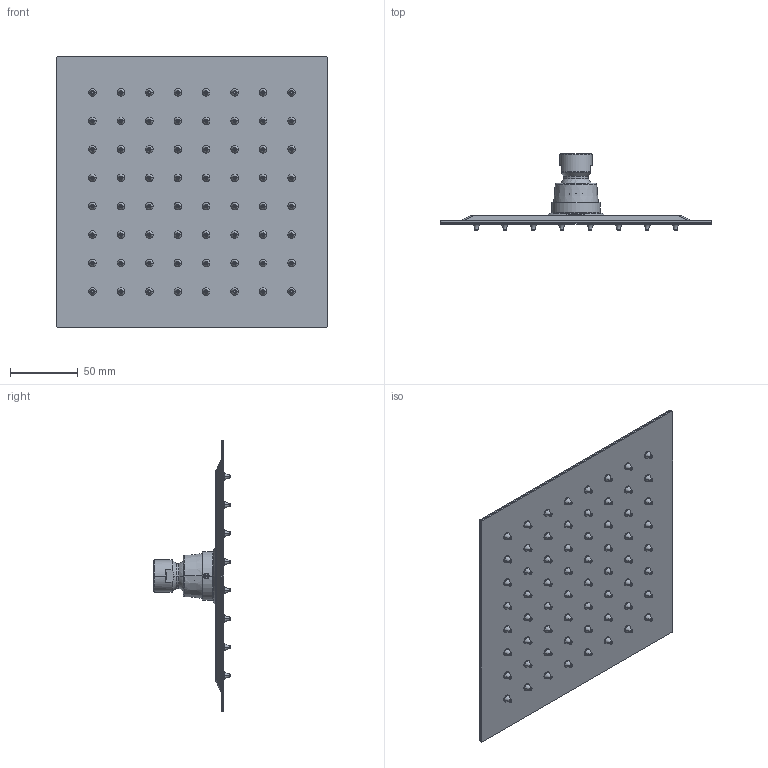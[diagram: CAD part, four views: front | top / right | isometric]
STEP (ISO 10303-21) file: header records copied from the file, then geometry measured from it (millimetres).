
FILE_DESCRIPTION((''),'2;1');
FILE_NAME('4072056CRB_ASM','2021-05-05T11:07:28',('ut3'),('PAFFONI SpA'),'CREO PARAMETRIC BY PTC INC, 2020044','CREO PARAMETRIC BY PTC INC, 2020044','');
FILE_SCHEMA(('CONFIG_CONTROL_DESIGN','SHAPE_APPEARANCE_LAYERS_GROUPS'));
Products named in the file (32): 4072056CRX-B_SCOCCA_1; 4072056CRX-B_SCOCCA_2; 4072056CRX-B_UGELLI_1; 4072056CRX-B_UGELLI_2; 4072056CRX-B_UGELLI_3; 4072056CRX-B_UGELLI_4; 4072056CRX-B_UGELLI_5; 4072056CRX-B_UGELLI_6; 4072056CRX-B_UGELLI_7; 4072056CRX-B_UGELLI_8; 4072056CRX-B_UGELLI_9; 4072056CRX-B_UGELLI_10; 4072056CRX-B_UGELLI_11; 4072056CRX-B_UGELLI_12; 4072056CRX-B_UGELLI_13; 4072056CRX-B_UGELLI_14; 4072056CRX-B_UGELLI_15; 4072056CRX-B_UGELLI_16; 4072056CRX-B_UGELLI_17; 4072056CRX-B_UGELLI_18; 4072056CRX-B_UGELLI_19; 4072056CRX-B_UGELLI_ASM; 4072056CRX-B_RACCORDO_1; 4072056CRX-B_RACCORDO_2; 4072056CRX-B_RACCORDO_3; 4072056CRX-B_O-RING_1; 4072056CRX-B_RACCORDO_4; 4072056CRX-B_O-RING_2; 4072056CRX-B_RACCORDO_5; 4072056CRX-B_RACCORDO_6; 4072056CRX-B_RACCORDO_ASM; 4072056CRB_ASM
Assembly tree (31 placements, depth 3):
  4072056CRB_ASM
    4072056CRX-B_SCOCCA_1
    4072056CRX-B_SCOCCA_2
    4072056CRX-B_UGELLI_ASM
      4072056CRX-B_UGELLI_1
      4072056CRX-B_UGELLI_2
      4072056CRX-B_UGELLI_3
      4072056CRX-B_UGELLI_4
      4072056CRX-B_UGELLI_5
      4072056CRX-B_UGELLI_6
      4072056CRX-B_UGELLI_7
      4072056CRX-B_UGELLI_8
      4072056CRX-B_UGELLI_9
      4072056CRX-B_UGELLI_10
      4072056CRX-B_UGELLI_11
      4072056CRX-B_UGELLI_12
      4072056CRX-B_UGELLI_13
      4072056CRX-B_UGELLI_14
      4072056CRX-B_UGELLI_15
      4072056CRX-B_UGELLI_16
      4072056CRX-B_UGELLI_17
      4072056CRX-B_UGELLI_18
      4072056CRX-B_UGELLI_19
    4072056CRX-B_RACCORDO_ASM
      4072056CRX-B_RACCORDO_1
      4072056CRX-B_RACCORDO_2
      4072056CRX-B_RACCORDO_3
      4072056CRX-B_O-RING_1
      4072056CRX-B_RACCORDO_4
      4072056CRX-B_O-RING_2
      4072056CRX-B_RACCORDO_5
      4072056CRX-B_RACCORDO_6
Bounding box: 200 x 56.2 x 200 mm (x, y, z)
Volume: 122362.9 mm3; surface area: 256244.4 mm2
Topology: 28 solids, 29 shells, 2170 faces, 5980 edges, 4006 vertices
Faces by surface type: plane 696, cylinder 616, torus 420, cone 295, bspline 137, sphere 4, extrusion 2
Entity records: 112390 total; most frequent: CARTESIAN_POINT 35790, DIRECTION 12644, ORIENTED_EDGE 11948, EDGE_CURVE 5976, PRESENTATION_STYLE_ASSIGNMENT 5909, STYLED_ITEM 5848, CURVE_STYLE 5809, AXIS2_PLACEMENT_3D 5133
